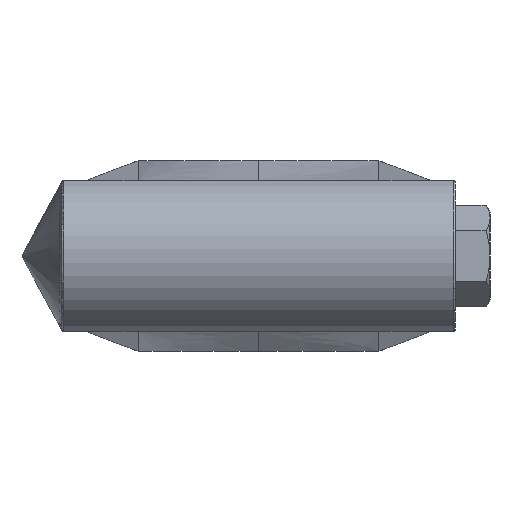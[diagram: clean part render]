
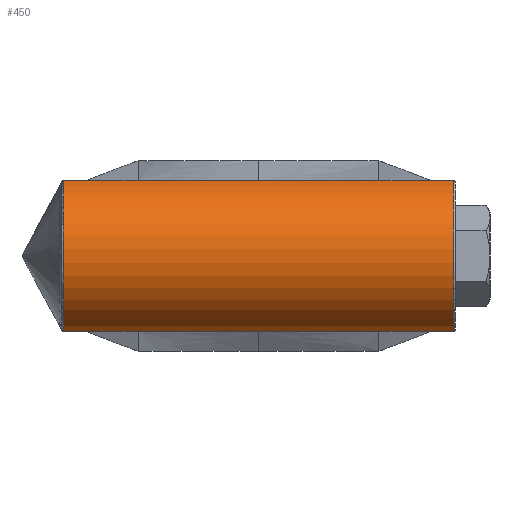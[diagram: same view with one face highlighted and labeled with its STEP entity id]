
A CAD part, left-side view. The second image highlights one B-rep face of the part: STEP entity #450.
In plain terms, the highlighted cylindrical face has radius 9.982 mm (diameter 19.964 mm), a partial arc.
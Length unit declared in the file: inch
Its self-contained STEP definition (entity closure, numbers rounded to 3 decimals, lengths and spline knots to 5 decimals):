
#21 = AXIS2_PLACEMENT_3D ( 'NONE', #3149, #125, #3131 ) ;
#32 = ORIENTED_EDGE ( 'NONE', *, *, #2397, .F. ) ;
#86 = CARTESIAN_POINT ( 'NONE',  ( -0.96958, -0.541, -0.375 ) ) ;
#125 = DIRECTION ( 'NONE',  ( 0., 1., 0. ) ) ;
#221 = VECTOR ( 'NONE', #2662, 39.37008 ) ;
#262 = FACE_OUTER_BOUND ( 'NONE', #2612, .T. ) ;
#269 = CARTESIAN_POINT ( 'NONE',  ( -0.96958, -0.169, -0.375 ) ) ;
#271 = CARTESIAN_POINT ( 'NONE',  ( -0.96958, 1.293, -0.375 ) ) ;
#431 = CARTESIAN_POINT ( 'NONE',  ( -0.96958, -0.169, 0.375 ) ) ;
#450 = ADVANCED_FACE ( 'NONE', ( #262 ), #1132, .T. ) ;
#476 = DIRECTION ( 'NONE',  ( 0., -1., 0. ) ) ;
#510 = VERTEX_POINT ( 'NONE', #958 ) ;
#512 = CARTESIAN_POINT ( 'NONE',  ( -0.96958, -0.169, -0.375 ) ) ;
#513 = VECTOR ( 'NONE', #1853, 39.37008 ) ;
#515 = LINE ( 'NONE', #817, #3195 ) ;
#528 = EDGE_CURVE ( 'NONE', #2598, #1619, #1175, .T. ) ;
#538 = EDGE_CURVE ( 'NONE', #1037, #1019, #976, .T. ) ;
#551 = LINE ( 'NONE', #600, #513 ) ;
#600 = CARTESIAN_POINT ( 'NONE',  ( -0.96958, -0.551, -0.375 ) ) ;
#602 = DIRECTION ( 'NONE',  ( 0., 1., 0. ) ) ;
#604 = DIRECTION ( 'NONE',  ( 0., -1., 0. ) ) ;
#605 = ORIENTED_EDGE ( 'NONE', *, *, #1286, .T. ) ;
#631 = CARTESIAN_POINT ( 'NONE',  ( -0.96958, 0.431, 0.375 ) ) ;
#692 = ORIENTED_EDGE ( 'NONE', *, *, #841, .T. ) ;
#716 = VERTEX_POINT ( 'NONE', #271 ) ;
#724 = VECTOR ( 'NONE', #3053, 39.37008 ) ;
#746 = VECTOR ( 'NONE', #1212, 39.37008 ) ;
#756 = B_SPLINE_CURVE_WITH_KNOTS ( 'NONE', 3,
 ( #631, #2929, #1455, #1444 ),
 .UNSPECIFIED., .F., .F.,
 ( 4, 4 ),
 ( 0., 1. ),
 .UNSPECIFIED. ) ;
#817 = CARTESIAN_POINT ( 'NONE',  ( -0.96958, -0.614, 0.375 ) ) ;
#826 = CARTESIAN_POINT ( 'NONE',  ( -0.96958, 1.476, -0.375 ) ) ;
#841 = EDGE_CURVE ( 'NONE', #1619, #2782, #515, .T. ) ;
#869 = ORIENTED_EDGE ( 'NONE', *, *, #2015, .F. ) ;
#893 = DIRECTION ( 'NONE',  ( 0., 1., 0. ) ) ;
#958 = CARTESIAN_POINT ( 'NONE',  ( -0.96958, 1.031, 0.375 ) ) ;
#976 = LINE ( 'NONE', #1968, #2757 ) ;
#984 = CARTESIAN_POINT ( 'NONE',  ( -0.96958, -0.551, 0.375 ) ) ;
#1002 = VERTEX_POINT ( 'NONE', #1415 ) ;
#1019 = VERTEX_POINT ( 'NONE', #2677 ) ;
#1037 = VERTEX_POINT ( 'NONE', #2427 ) ;
#1062 = CARTESIAN_POINT ( 'NONE',  ( -0.96958, -0.614, -0.375 ) ) ;
#1132 = CYLINDRICAL_SURFACE ( 'NONE', #1792, 0.393 ) ;
#1147 = EDGE_CURVE ( 'NONE', #1002, #1617, #2552, .T. ) ;
#1169 = CARTESIAN_POINT ( 'NONE',  ( -0.96958, 1.031, 0.375 ) ) ;
#1175 = LINE ( 'NONE', #984, #746 ) ;
#1199 = VERTEX_POINT ( 'NONE', #86 ) ;
#1205 = ORIENTED_EDGE ( 'NONE', *, *, #1373, .T. ) ;
#1212 = DIRECTION ( 'NONE',  ( 0., 1., 0. ) ) ;
#1273 = CARTESIAN_POINT ( 'NONE',  ( -0.96958, 0.431, 0.375 ) ) ;
#1286 = EDGE_CURVE ( 'NONE', #1630, #510, #1328, .T. ) ;
#1287 = ORIENTED_EDGE ( 'NONE', *, *, #1147, .F. ) ;
#1326 = DIRECTION ( 'NONE',  ( 0., 1., 0. ) ) ;
#1328 = B_SPLINE_CURVE_WITH_KNOTS ( 'NONE', 3,
 ( #2436, #3202, #1433, #1169 ),
 .UNSPECIFIED., .F., .F.,
 ( 4, 4 ),
 ( 0., 1. ),
 .UNSPECIFIED. ) ;
#1373 = EDGE_CURVE ( 'NONE', #1037, #2509, #2148, .T. ) ;
#1402 = EDGE_CURVE ( 'NONE', #1199, #2598, #2034, .T. ) ;
#1415 = CARTESIAN_POINT ( 'NONE',  ( -0.96958, -0.431, -0.375 ) ) ;
#1433 = CARTESIAN_POINT ( 'NONE',  ( -0.96958, 0.831, 0.375 ) ) ;
#1444 = CARTESIAN_POINT ( 'NONE',  ( -0.96958, -0.169, 0.375 ) ) ;
#1455 = CARTESIAN_POINT ( 'NONE',  ( -0.96958, 0.031, 0.375 ) ) ;
#1509 = EDGE_CURVE ( 'NONE', #2422, #1617, #2277, .T. ) ;
#1537 = B_SPLINE_CURVE_WITH_KNOTS ( 'NONE', 3,
 ( #2532, #2750, #2807, #2796 ),
 .UNSPECIFIED., .F., .F.,
 ( 4, 4 ),
 ( 0., 1. ),
 .UNSPECIFIED. ) ;
#1592 = LINE ( 'NONE', #2315, #724 ) ;
#1617 = VERTEX_POINT ( 'NONE', #269 ) ;
#1619 = VERTEX_POINT ( 'NONE', #2760 ) ;
#1630 = VERTEX_POINT ( 'NONE', #1273 ) ;
#1635 = ORIENTED_EDGE ( 'NONE', *, *, #2859, .F. ) ;
#1685 = EDGE_CURVE ( 'NONE', #2422, #3182, #1537, .T. ) ;
#1792 = AXIS2_PLACEMENT_3D ( 'NONE', #2708, #893, #2185 ) ;
#1853 = DIRECTION ( 'NONE',  ( 0., 1., 0. ) ) ;
#1877 = VECTOR ( 'NONE', #602, 39.37008 ) ;
#1902 = ORIENTED_EDGE ( 'NONE', *, *, #528, .T. ) ;
#1964 = ORIENTED_EDGE ( 'NONE', *, *, #2736, .T. ) ;
#1968 = CARTESIAN_POINT ( 'NONE',  ( -0.96958, 1.413, 0.375 ) ) ;
#2015 = EDGE_CURVE ( 'NONE', #1199, #1002, #551, .T. ) ;
#2024 = CARTESIAN_POINT ( 'NONE',  ( -0.96958, 1.403, -0.375 ) ) ;
#2030 = DIRECTION ( 'NONE',  ( 0., 0., 1. ) ) ;
#2034 = CIRCLE ( 'NONE', #21, 0.393 ) ;
#2085 = CARTESIAN_POINT ( 'NONE',  ( -0.96958, 1.476, 0.375 ) ) ;
#2148 = CIRCLE ( 'NONE', #2941, 0.393 ) ;
#2185 = DIRECTION ( 'NONE',  ( 0., 0., 1. ) ) ;
#2191 = ORIENTED_EDGE ( 'NONE', *, *, #1685, .F. ) ;
#2215 = CARTESIAN_POINT ( 'NONE',  ( -0.852, 1.403, 0. ) ) ;
#2256 = VECTOR ( 'NONE', #604, 39.37008 ) ;
#2277 = B_SPLINE_CURVE_WITH_KNOTS ( 'NONE', 3,
 ( #2538, #3069, #2801, #512 ),
 .UNSPECIFIED., .F., .F.,
 ( 4, 4 ),
 ( 0., 1. ),
 .UNSPECIFIED. ) ;
#2315 = CARTESIAN_POINT ( 'NONE',  ( -0.96958, 1.413, -0.375 ) ) ;
#2360 = CARTESIAN_POINT ( 'NONE',  ( -0.96958, 1.031, -0.375 ) ) ;
#2382 = ORIENTED_EDGE ( 'NONE', *, *, #538, .F. ) ;
#2397 = EDGE_CURVE ( 'NONE', #1630, #2782, #756, .T. ) ;
#2422 = VERTEX_POINT ( 'NONE', #3222 ) ;
#2427 = CARTESIAN_POINT ( 'NONE',  ( -0.96958, 1.403, 0.375 ) ) ;
#2436 = CARTESIAN_POINT ( 'NONE',  ( -0.96958, 0.431, 0.375 ) ) ;
#2509 = VERTEX_POINT ( 'NONE', #2024 ) ;
#2515 = CARTESIAN_POINT ( 'NONE',  ( -0.96958, -0.541, 0.375 ) ) ;
#2532 = CARTESIAN_POINT ( 'NONE',  ( -0.96958, 0.431, -0.375 ) ) ;
#2538 = CARTESIAN_POINT ( 'NONE',  ( -0.96958, 0.431, -0.375 ) ) ;
#2552 = LINE ( 'NONE', #1062, #1877 ) ;
#2559 = ORIENTED_EDGE ( 'NONE', *, *, #2780, .T. ) ;
#2598 = VERTEX_POINT ( 'NONE', #2515 ) ;
#2601 = ORIENTED_EDGE ( 'NONE', *, *, #1509, .T. ) ;
#2612 = EDGE_LOOP ( 'NONE', ( #2382, #1205, #1964, #2559, #2191, #2601, #1287, #869, #2748, #1902, #692, #32, #605, #1635 ) ) ;
#2662 = DIRECTION ( 'NONE',  ( 0., -1., 0. ) ) ;
#2677 = CARTESIAN_POINT ( 'NONE',  ( -0.96958, 1.293, 0.375 ) ) ;
#2708 = CARTESIAN_POINT ( 'NONE',  ( -0.852, -0.614, 0. ) ) ;
#2736 = EDGE_CURVE ( 'NONE', #2509, #716, #1592, .T. ) ;
#2737 = DIRECTION ( 'NONE',  ( 0., -1., 0. ) ) ;
#2748 = ORIENTED_EDGE ( 'NONE', *, *, #1402, .T. ) ;
#2750 = CARTESIAN_POINT ( 'NONE',  ( -0.96958, 0.631, -0.375 ) ) ;
#2757 = VECTOR ( 'NONE', #476, 39.37008 ) ;
#2760 = CARTESIAN_POINT ( 'NONE',  ( -0.96958, -0.431, 0.375 ) ) ;
#2780 = EDGE_CURVE ( 'NONE', #716, #3182, #2935, .T. ) ;
#2782 = VERTEX_POINT ( 'NONE', #431 ) ;
#2796 = CARTESIAN_POINT ( 'NONE',  ( -0.96958, 1.031, -0.375 ) ) ;
#2801 = CARTESIAN_POINT ( 'NONE',  ( -0.96958, 0.031, -0.375 ) ) ;
#2807 = CARTESIAN_POINT ( 'NONE',  ( -0.96958, 0.831, -0.375 ) ) ;
#2859 = EDGE_CURVE ( 'NONE', #1019, #510, #3261, .T. ) ;
#2929 = CARTESIAN_POINT ( 'NONE',  ( -0.96958, 0.231, 0.375 ) ) ;
#2935 = LINE ( 'NONE', #826, #2256 ) ;
#2941 = AXIS2_PLACEMENT_3D ( 'NONE', #2215, #2737, #2030 ) ;
#3053 = DIRECTION ( 'NONE',  ( 0., -1., 0. ) ) ;
#3069 = CARTESIAN_POINT ( 'NONE',  ( -0.96958, 0.231, -0.375 ) ) ;
#3131 = DIRECTION ( 'NONE',  ( 0., 0., -1. ) ) ;
#3149 = CARTESIAN_POINT ( 'NONE',  ( -0.852, -0.541, 0. ) ) ;
#3182 = VERTEX_POINT ( 'NONE', #2360 ) ;
#3195 = VECTOR ( 'NONE', #1326, 39.37008 ) ;
#3202 = CARTESIAN_POINT ( 'NONE',  ( -0.96958, 0.631, 0.375 ) ) ;
#3222 = CARTESIAN_POINT ( 'NONE',  ( -0.96958, 0.431, -0.375 ) ) ;
#3261 = LINE ( 'NONE', #2085, #221 ) ;
